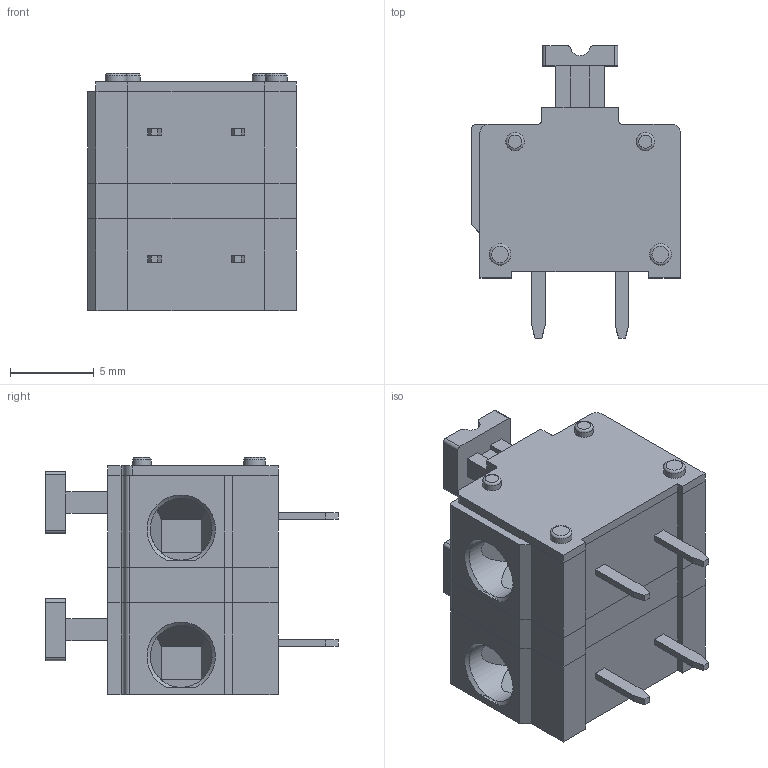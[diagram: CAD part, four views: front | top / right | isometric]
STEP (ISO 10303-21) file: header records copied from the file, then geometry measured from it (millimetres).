
FILE_DESCRIPTION( ( 'Unknown' ), '1' );
FILE_NAME( '691411410002.stp', 'Unknown', ( 'Unknown' ), ( 'Unknown' ), 'PSStep 18.0.17', 'Unknown', ' ' );
FILE_SCHEMA( ( 'AUTOMOTIVE_DESIGN { 1 0 10303 214 1 1 1 1 }' ) );
Length unit declared in the file: millimetre
Products named in the file (4): Assem1; MRT1P7.62_CNT4; MRT1P7.62_CNT2; MRT1P7.62_DX1
Assembly tree (4 placements, depth 2):
  Assem1
    MRT1P7.62_CNT4  x2
    MRT1P7.62_CNT2
    MRT1P7.62_DX1
Bounding box: 12.5 x 17.5 x 14.19 mm (x, y, z)
Volume: 1462.8 mm3; surface area: 1982.3 mm2
Topology: 4 solids, 4 shells, 236 faces, 588 edges, 384 vertices
Faces by surface type: plane 178, cylinder 44, cone 10, torus 4
Full cylindrical faces by diameter (mm): 1.05 x4, 1.1 x2, 1.25 x4, 1.3 x2, 3.7 x2
Entity records: 5371 total; most frequent: CARTESIAN_POINT 758, DIRECTION 699, ORIENTED_EDGE 674, EDGE_CURVE 337, LINE 267, VECTOR 267, VERTEX_POINT 231, AXIS2_PLACEMENT_3D 216
